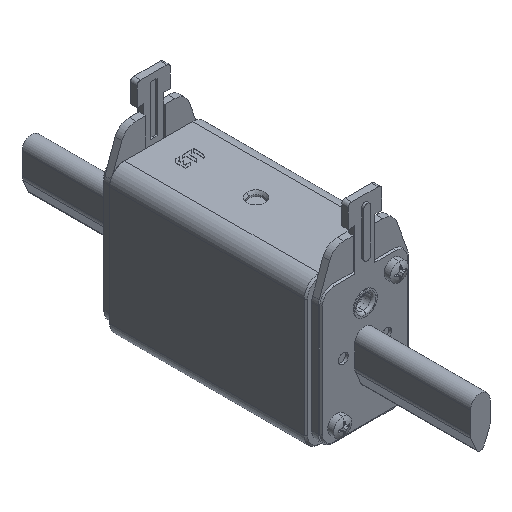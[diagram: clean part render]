
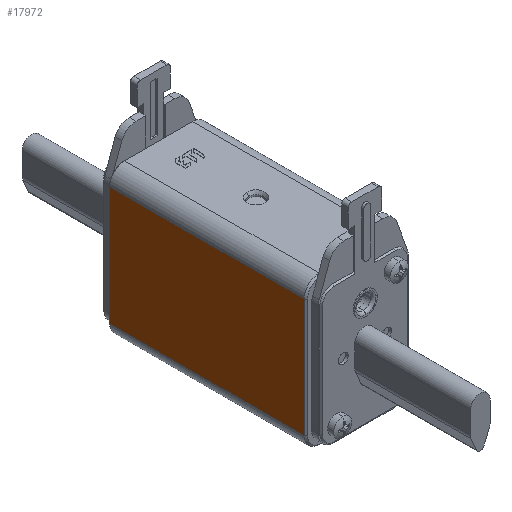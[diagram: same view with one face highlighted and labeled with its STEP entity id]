
A CAD part, isometric view. The second image highlights one B-rep face of the part: STEP entity #17972.
In plain terms, the highlighted planar face has unit normal (-1, 0, 0).
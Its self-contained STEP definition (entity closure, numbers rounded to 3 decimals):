
#5859=DIRECTION('',(0.,-1.,0.));
#5860=VECTOR('',#5859,58.5);
#5861=CARTESIAN_POINT('',(-14.75,29.25,-17.8));
#5862=LINE('',#5861,#5860);
#5885=DIRECTION('',(0.,0.,-1.));
#5886=VECTOR('',#5885,35.6);
#5887=CARTESIAN_POINT('',(-14.75,29.25,17.8));
#5888=LINE('',#5887,#5886);
#5901=DIRECTION('',(0.,1.,0.));
#5902=VECTOR('',#5901,58.5);
#5903=CARTESIAN_POINT('',(-14.75,-29.25,17.8));
#5904=LINE('',#5903,#5902);
#5919=DIRECTION('',(0.,0.,1.));
#5920=VECTOR('',#5919,35.6);
#5921=CARTESIAN_POINT('',(-14.75,-29.25,-17.8));
#5922=LINE('',#5921,#5920);
#7876=CARTESIAN_POINT('',(-14.75,-29.25,-17.8));
#7877=VERTEX_POINT('',#7876);
#7880=CARTESIAN_POINT('',(-14.75,-29.25,17.8));
#7881=VERTEX_POINT('',#7880);
#7908=CARTESIAN_POINT('',(-14.75,29.25,-17.8));
#7909=VERTEX_POINT('',#7908);
#7912=CARTESIAN_POINT('',(-14.75,29.25,17.8));
#7913=VERTEX_POINT('',#7912);
#17959=CARTESIAN_POINT('',(-14.75,0.,0.));
#17960=DIRECTION('',(-1.,0.,0.));
#17961=DIRECTION('',(0.,-1.,0.));
#17962=AXIS2_PLACEMENT_3D('',#17959,#17960,#17961);
#17963=PLANE('',#17962);
#17965=ORIENTED_EDGE('',*,*,#17964,.F.);
#17967=ORIENTED_EDGE('',*,*,#17966,.F.);
#17968=ORIENTED_EDGE('',*,*,#17912,.F.);
#17969=ORIENTED_EDGE('',*,*,#17950,.F.);
#17970=EDGE_LOOP('',(#17965,#17967,#17968,#17969));
#17971=FACE_OUTER_BOUND('',#17970,.F.);
#17912=EDGE_CURVE('',#7909,#7877,#5862,.T.);
#17950=EDGE_CURVE('',#7913,#7909,#5888,.T.);
#17964=EDGE_CURVE('',#7881,#7913,#5904,.T.);
#17966=EDGE_CURVE('',#7877,#7881,#5922,.T.);
#17972=ADVANCED_FACE('',(#17971),#17963,.T.);
